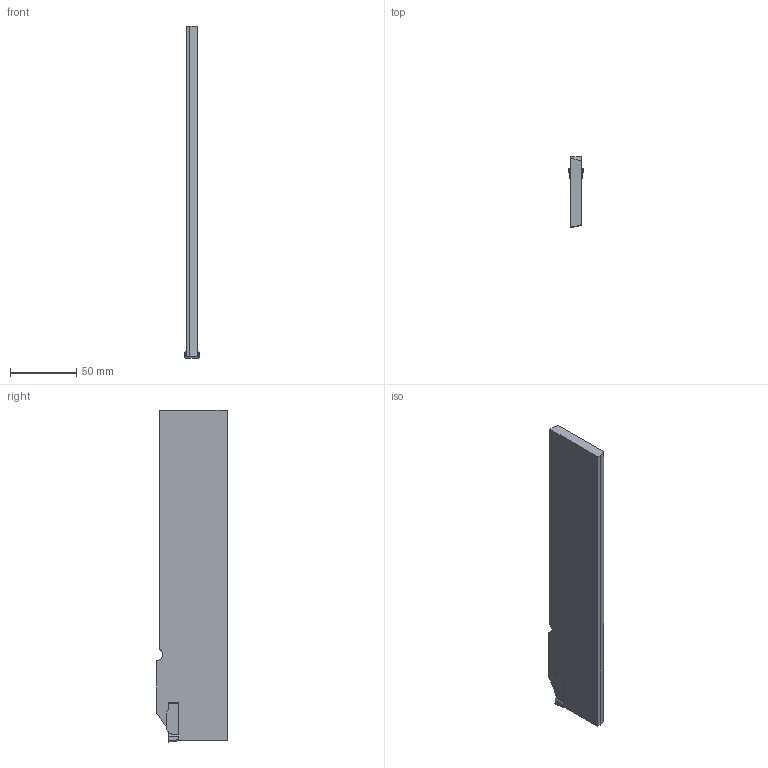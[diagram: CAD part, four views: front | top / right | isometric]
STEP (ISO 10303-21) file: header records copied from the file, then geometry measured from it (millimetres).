
FILE_DESCRIPTION(/* description */ (''),/* implementation_level */ '2;1');
FILE_NAME(/* name */ '1558430633266.stp',/* time_stamp */ '2019-05-21T14:54:04+05:00',/* author */ (''),/* organization */ ('SMS'),/* preprocessor_version */ 'ST-DEVELOPER v15',/* originating_system */ 'SIEMENS PLM Software NX 8.5',/* authorisation */ '');
FILE_SCHEMA (('AUTOMOTIVE_DESIGN { 1 0 10303 214 3 1 1 1 }'));
Length unit declared in the file: millimetre
Products named in the file (4): ASSEMBLY_CONSTRUCTION; 201539479mod000_00; 201884901mod000_00; 201884900mod000_00
Assembly tree (3 placements, depth 2):
  201884900mod000_00
    201884901mod000_00
    201539479mod000_00
    ASSEMBLY_CONSTRUCTION
Bounding box: 11 x 53.03 x 250.75 mm (x, y, z)
Volume: 102204.5 mm3; surface area: 30782.3 mm2
Topology: 2 solids, 2 shells, 43 faces, 118 edges, 85 vertices
Faces by surface type: plane 29, cylinder 10, extrusion 4
Entity records: 1616 total; most frequent: CARTESIAN_POINT 342, DIRECTION 238, ORIENTED_EDGE 234, EDGE_CURVE 117, VECTOR 92, LINE 88, VERTEX_POINT 78, AXIS2_PLACEMENT_3D 73
